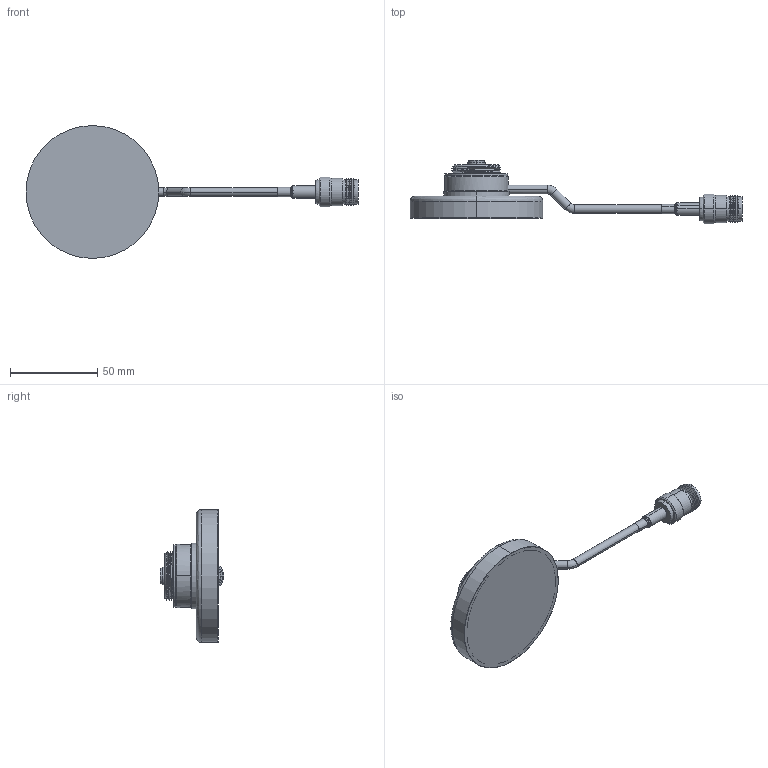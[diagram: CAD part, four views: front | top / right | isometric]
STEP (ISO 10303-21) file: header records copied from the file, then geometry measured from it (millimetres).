
FILE_DESCRIPTION (( 'STEP AP214' ), '1' );
FILE_NAME ('FMMA1-NFA10_3D.step', '2023-03-15T17:05:32', ( '' ), ( '' ), 'SwSTEP 2.0', 'SolidWorks 2022', '' );
FILE_SCHEMA (( 'AUTOMOTIVE_DESIGN' ));
Length unit declared in the file: inch
Products named in the file (4): Copy of HeatShrink-195-2_230124^FMMA1-NFA10; Copy of NF 230124^FMMA1-NFA10; FMMA1-NFA10_3D; Copy of NMO Base w Cable^FMMA1-NFA10
Assembly tree (3 placements, depth 2):
  FMMA1-NFA10_3D
    Copy of NMO Base w Cable^FMMA1-NFA10
    Copy of HeatShrink-195-2_230124^FMMA1-NFA10
    Copy of NF 230124^FMMA1-NFA10
Bounding box: 189.92 x 36.47 x 76 mm (x, y, z)
Volume: 65122.6 mm3; surface area: 45460.5 mm2
Topology: 9 solids, 9 shells, 522 faces, 1240 edges, 745 vertices
Faces by surface type: bspline 249, cylinder 153, plane 70, cone 40, torus 10
Entity records: 20306 total; most frequent: CARTESIAN_POINT 9084, ORIENTED_EDGE 2472, DIRECTION 1400, EDGE_CURVE 1236, VERTEX_POINT 745, AXIS2_PLACEMENT_3D 611, EDGE_LOOP 553, FACE_OUTER_BOUND 522
